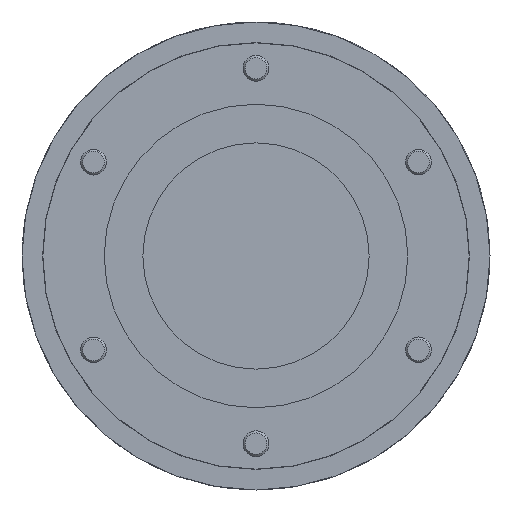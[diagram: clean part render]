
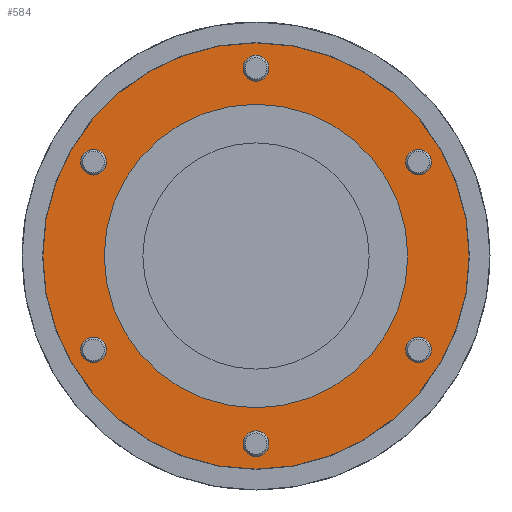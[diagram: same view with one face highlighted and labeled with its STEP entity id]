
A CAD part, front view. The second image highlights one B-rep face of the part: STEP entity #584.
In plain terms, the highlighted planar face has unit normal (0, -1, 0).
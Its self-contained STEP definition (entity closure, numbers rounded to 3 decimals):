
#178=CARTESIAN_POINT('',(-30.36,-19.5,20.415));
#179=VERTEX_POINT('',#178);
#180=CARTESIAN_POINT('',(-31.61,-19.5,18.25));
#181=DIRECTION('',(0.0,1.0,0.0));
#182=DIRECTION('',(-0.5,0.0,-0.866));
#183=AXIS2_PLACEMENT_3D('',#180,#181,#182);
#184=CIRCLE('',#183,2.5);
#185=EDGE_CURVE('',#179,#179,#184,.T.);
#235=CARTESIAN_POINT('',(-32.86,-19.5,-16.085));
#236=VERTEX_POINT('',#235);
#237=CARTESIAN_POINT('',(-31.61,-19.5,-18.25));
#238=DIRECTION('',(0.0,1.0,0.0));
#239=DIRECTION('',(0.5,0.0,-0.866));
#240=AXIS2_PLACEMENT_3D('',#237,#238,#239);
#241=CIRCLE('',#240,2.5);
#242=EDGE_CURVE('',#236,#236,#241,.T.);
#292=CARTESIAN_POINT('',(-2.5,-19.5,-36.5));
#293=VERTEX_POINT('',#292);
#294=CARTESIAN_POINT('',(0.,-19.5,-36.5));
#295=DIRECTION('',(0.0,1.0,0.0));
#296=DIRECTION('',(1.0,0.0,0.0));
#297=AXIS2_PLACEMENT_3D('',#294,#295,#296);
#298=CIRCLE('',#297,2.5);
#299=EDGE_CURVE('',#293,#293,#298,.T.);
#349=CARTESIAN_POINT('',(30.36,-19.5,-20.415));
#350=VERTEX_POINT('',#349);
#351=CARTESIAN_POINT('',(31.61,-19.5,-18.25));
#352=DIRECTION('',(0.0,1.,0.0));
#353=DIRECTION('',(0.5,0.0,0.866));
#354=AXIS2_PLACEMENT_3D('',#351,#352,#353);
#355=CIRCLE('',#354,2.5);
#356=EDGE_CURVE('',#350,#350,#355,.T.);
#406=CARTESIAN_POINT('',(32.86,-19.5,16.085));
#407=VERTEX_POINT('',#406);
#408=CARTESIAN_POINT('',(31.61,-19.5,18.25));
#409=DIRECTION('',(0.0,1.0,0.0));
#410=DIRECTION('',(-0.5,0.0,0.866));
#411=AXIS2_PLACEMENT_3D('',#408,#409,#410);
#412=CIRCLE('',#411,2.5);
#413=EDGE_CURVE('',#407,#407,#412,.T.);
#463=CARTESIAN_POINT('',(2.5,-19.5,36.5));
#464=VERTEX_POINT('',#463);
#465=CARTESIAN_POINT('',(0.0,-19.5,36.5));
#466=DIRECTION('',(0.0,1.0,0.0));
#467=DIRECTION('',(-1.0,0.0,0.0));
#468=AXIS2_PLACEMENT_3D('',#465,#466,#467);
#469=CIRCLE('',#468,2.5);
#470=EDGE_CURVE('',#464,#464,#469,.T.);
#503=CARTESIAN_POINT('',(29.5,-19.5,0.));
#504=VERTEX_POINT('',#503);
#505=CARTESIAN_POINT('',(0.0,-19.5,0.0));
#506=DIRECTION('',(0.0,1.0,0.0));
#507=DIRECTION('',(-1.0,0.0,0.0));
#508=AXIS2_PLACEMENT_3D('',#505,#506,#507);
#509=CIRCLE('',#508,29.5);
#510=EDGE_CURVE('',#504,#504,#509,.T.);
#532=CARTESIAN_POINT('',(41.45,-19.5,0.));
#533=VERTEX_POINT('',#532);
#534=CARTESIAN_POINT('',(0.0,-19.5,0.0));
#535=DIRECTION('',(0.0,1.0,0.0));
#536=DIRECTION('',(-1.0,0.0,0.0));
#537=AXIS2_PLACEMENT_3D('',#534,#535,#536);
#538=CIRCLE('',#537,41.45);
#539=EDGE_CURVE('',#533,#533,#538,.T.);
#555=CARTESIAN_POINT('',(0.0,-19.5,0.0));
#556=DIRECTION('',(0.0,1.0,0.0));
#557=DIRECTION('',(0.0,0.0,1.0));
#558=AXIS2_PLACEMENT_3D('',#555,#556,#557);
#559=PLANE('',#558);
#560=ORIENTED_EDGE('',*,*,#539,.F.);
#561=EDGE_LOOP('',(#560));
#562=FACE_OUTER_BOUND('',#561,.T.);
#563=ORIENTED_EDGE('',*,*,#185,.T.);
#564=EDGE_LOOP('',(#563));
#565=FACE_BOUND('',#564,.T.);
#566=ORIENTED_EDGE('',*,*,#242,.T.);
#567=EDGE_LOOP('',(#566));
#568=FACE_BOUND('',#567,.T.);
#569=ORIENTED_EDGE('',*,*,#299,.T.);
#570=EDGE_LOOP('',(#569));
#571=FACE_BOUND('',#570,.T.);
#572=ORIENTED_EDGE('',*,*,#356,.T.);
#573=EDGE_LOOP('',(#572));
#574=FACE_BOUND('',#573,.T.);
#575=ORIENTED_EDGE('',*,*,#413,.T.);
#576=EDGE_LOOP('',(#575));
#577=FACE_BOUND('',#576,.T.);
#578=ORIENTED_EDGE('',*,*,#470,.T.);
#579=EDGE_LOOP('',(#578));
#580=FACE_BOUND('',#579,.T.);
#581=ORIENTED_EDGE('',*,*,#510,.T.);
#582=EDGE_LOOP('',(#581));
#583=FACE_BOUND('',#582,.T.);
#584=ADVANCED_FACE('',(#562,#565,#568,#571,#574,#577,#580,#583),#559,.F.);
